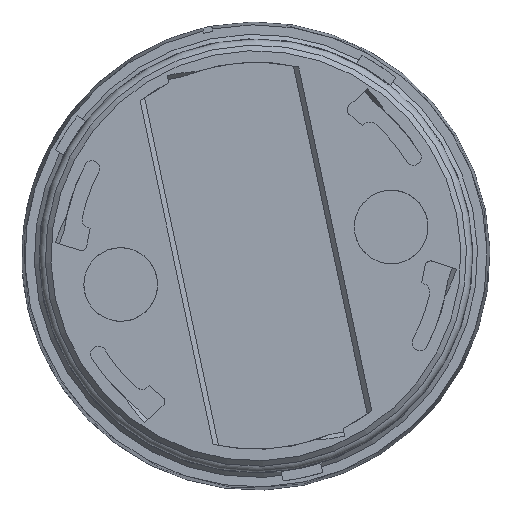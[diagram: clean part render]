
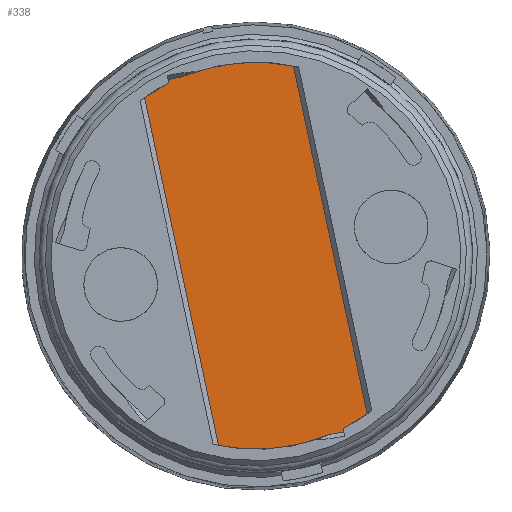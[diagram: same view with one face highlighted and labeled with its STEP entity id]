
A CAD part, top view. The second image highlights one B-rep face of the part: STEP entity #338.
In plain terms, the highlighted planar face has unit normal (0, 0, 1).
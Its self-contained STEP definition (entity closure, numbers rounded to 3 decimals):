
#127=PLANE('',#2490);
#338=ADVANCED_FACE('',(#496),#127,.F.);
#496=FACE_OUTER_BOUND('',#665,.T.);
#665=EDGE_LOOP('',(#1503,#1504,#1505,#1506,#1507,#1508,#1509,#1510,#1511,
#1512));
#753=LINE('',#3425,#905);
#755=LINE('',#3428,#907);
#757=LINE('',#3431,#909);
#760=LINE('',#3437,#912);
#905=VECTOR('',#2706,1.);
#907=VECTOR('',#2710,1.);
#909=VECTOR('',#2714,1.);
#912=VECTOR('',#2719,1.);
#1503=ORIENTED_EDGE('',*,*,#1969,.T.);
#1504=ORIENTED_EDGE('',*,*,#1937,.T.);
#1505=ORIENTED_EDGE('',*,*,#1871,.T.);
#1506=ORIENTED_EDGE('',*,*,#1933,.F.);
#1507=ORIENTED_EDGE('',*,*,#1847,.T.);
#1508=ORIENTED_EDGE('',*,*,#1998,.T.);
#1509=ORIENTED_EDGE('',*,*,#1940,.T.);
#1510=ORIENTED_EDGE('',*,*,#1852,.T.);
#1511=ORIENTED_EDGE('',*,*,#1935,.F.);
#1512=ORIENTED_EDGE('',*,*,#1866,.T.);
#1635=VERTEX_POINT('',#3218);
#1636=VERTEX_POINT('',#3219);
#1640=VERTEX_POINT('',#3232);
#1641=VERTEX_POINT('',#3233);
#1654=VERTEX_POINT('',#3269);
#1655=VERTEX_POINT('',#3270);
#1659=VERTEX_POINT('',#3283);
#1660=VERTEX_POINT('',#3284);
#1717=VERTEX_POINT('',#3432);
#1719=VERTEX_POINT('',#3438);
#1847=EDGE_CURVE('',#1635,#1636,#2147,.T.);
#1852=EDGE_CURVE('',#1640,#1641,#2149,.T.);
#1866=EDGE_CURVE('',#1654,#1655,#2155,.T.);
#1871=EDGE_CURVE('',#1659,#1660,#2157,.T.);
#1933=EDGE_CURVE('',#1635,#1660,#753,.T.);
#1935=EDGE_CURVE('',#1654,#1641,#755,.T.);
#1937=EDGE_CURVE('',#1717,#1659,#757,.T.);
#1940=EDGE_CURVE('',#1719,#1640,#760,.T.);
#1969=EDGE_CURVE('',#1655,#1717,#2199,.T.);
#1998=EDGE_CURVE('',#1636,#1719,#2209,.T.);
#2147=CIRCLE('',#2267,21.);
#2149=CIRCLE('',#2271,21.);
#2155=CIRCLE('',#2281,21.);
#2157=CIRCLE('',#2285,21.);
#2199=CIRCLE('',#2359,20.678);
#2209=CIRCLE('',#2380,20.678);
#2267=AXIS2_PLACEMENT_3D('',#3217,#2534,#2535);
#2271=AXIS2_PLACEMENT_3D('',#3231,#2543,#2544);
#2281=AXIS2_PLACEMENT_3D('',#3268,#2568,#2569);
#2285=AXIS2_PLACEMENT_3D('',#3282,#2577,#2578);
#2359=AXIS2_PLACEMENT_3D('',#3489,#2778,#2779);
#2380=AXIS2_PLACEMENT_3D('',#3540,#2839,#2840);
#2490=AXIS2_PLACEMENT_3D('',#6167,#3106,#3107);
#2534=DIRECTION('',(0.,0.,1.));
#2535=DIRECTION('',(-1.,0.,0.));
#2543=DIRECTION('',(0.,0.,1.));
#2544=DIRECTION('',(-1.,0.,0.));
#2568=DIRECTION('',(0.,0.,1.));
#2569=DIRECTION('',(-1.,0.,0.));
#2577=DIRECTION('',(0.,0.,1.));
#2578=DIRECTION('',(-1.,0.,0.));
#2706=DIRECTION('',(0.208,-0.978,0.));
#2710=DIRECTION('',(-0.208,0.978,0.));
#2714=DIRECTION('',(-0.208,0.978,0.));
#2719=DIRECTION('',(0.208,-0.978,0.));
#2778=DIRECTION('',(0.,0.,1.));
#2779=DIRECTION('',(-1.,0.,0.));
#2839=DIRECTION('',(0.,0.,1.));
#2840=DIRECTION('',(-1.,0.,0.));
#3106=DIRECTION('',(0.,0.,-1.));
#3107=DIRECTION('',(-1.,0.,0.));
#3217=CARTESIAN_POINT('',(0.,0.,
134.25));
#3218=CARTESIAN_POINT('',(4.055,20.605,134.25));
#3219=CARTESIAN_POINT('',(-8.134,19.361,134.25));
#3231=CARTESIAN_POINT('',(0.,0.,
134.25));
#3232=CARTESIAN_POINT('',(-9.455,18.751,134.25));
#3233=CARTESIAN_POINT('',(-12.085,17.174,134.25));
#3268=CARTESIAN_POINT('',(0.,0.,
134.25));
#3269=CARTESIAN_POINT('',(-4.055,-20.605,134.25));
#3270=CARTESIAN_POINT('',(8.134,-19.361,134.25));
#3282=CARTESIAN_POINT('',(0.,0.,
134.25));
#3283=CARTESIAN_POINT('',(9.455,-18.751,134.25));
#3284=CARTESIAN_POINT('',(12.085,-17.174,134.25));
#3425=CARTESIAN_POINT('',(10.921,-11.698,134.25));
#3428=CARTESIAN_POINT('',(-8.608,0.816,134.25));
#3431=CARTESIAN_POINT('',(9.455,-18.751,134.25));
#3432=CARTESIAN_POINT('',(9.532,-19.113,134.25));
#3437=CARTESIAN_POINT('',(-9.455,18.751,134.25));
#3438=CARTESIAN_POINT('',(-9.532,19.113,134.25));
#3489=CARTESIAN_POINT('',(5.233,1.112,134.25));
#3540=CARTESIAN_POINT('',(-5.233,-1.112,134.25));
#6167=CARTESIAN_POINT('',(0.,0.,
134.25));
